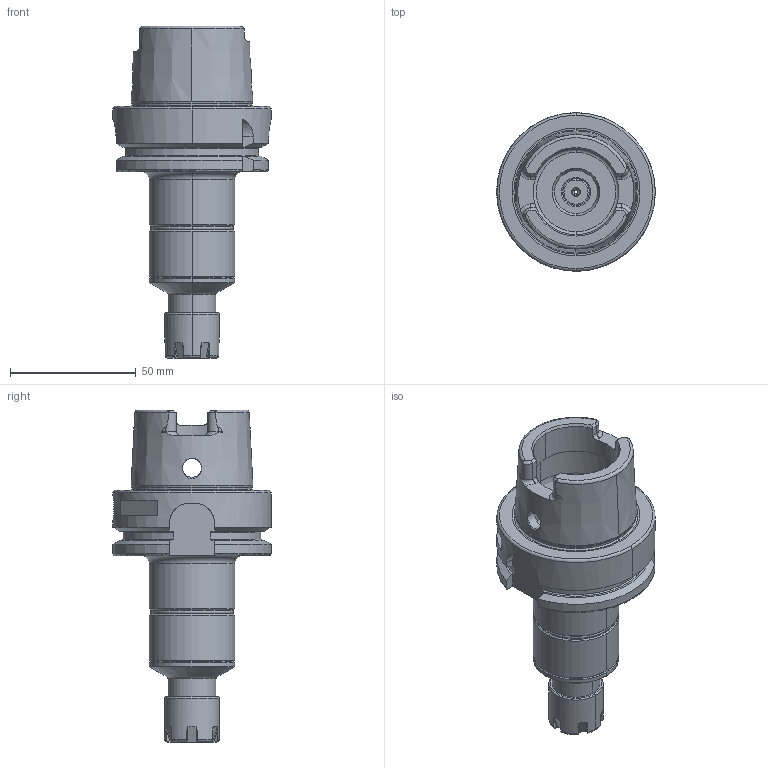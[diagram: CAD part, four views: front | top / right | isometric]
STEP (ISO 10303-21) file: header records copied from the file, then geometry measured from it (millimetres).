
FILE_DESCRIPTION((''),'2;1');
FILE_NAME('A63_16_02_10_1_M','2020-07-28T',('103090'),(''),'CREO PARAMETRIC BY PTC INC, 2016260','CREO PARAMETRIC BY PTC INC, 2016260','');
FILE_SCHEMA(('CONFIG_CONTROL_DESIGN'));
Length unit declared in the file: millimetre
Products named in the file (1): A63_16_02_10_1_M
Bounding box: 63 x 63 x 132 mm (x, y, z)
Volume: 125641.2 mm3; surface area: 32124.9 mm2
Topology: 2 solids, 3 shells, 287 faces, 714 edges, 441 vertices
Faces by surface type: plane 85, cylinder 83, cone 58, torus 57, bspline 4
Entity records: 9764 total; most frequent: CARTESIAN_POINT 2970, DIRECTION 1431, ORIENTED_EDGE 1424, EDGE_CURVE 712, AXIS2_PLACEMENT_3D 591, VERTEX_POINT 441, EDGE_LOOP 307, CIRCLE 305
